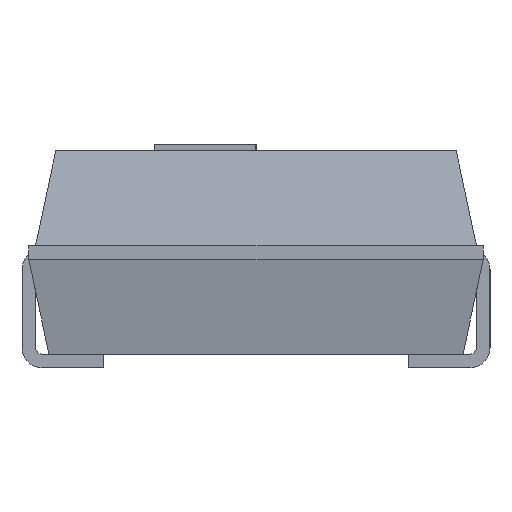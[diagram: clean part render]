
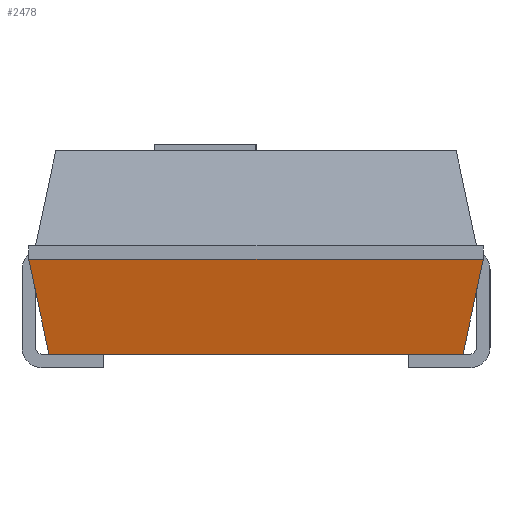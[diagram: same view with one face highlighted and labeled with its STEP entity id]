
A CAD part, left-side view. The second image highlights one B-rep face of the part: STEP entity #2478.
In plain terms, the highlighted free-form (B-spline) face has degree [1, 1] with [2, 2] control points.
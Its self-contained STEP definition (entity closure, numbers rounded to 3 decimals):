
#59=CARTESIAN_POINT('',(-14.452,-3.052,0.1));
#293=VERTEX_POINT('',#59);
#295=EDGE_CURVE('',#296,#293,#298,.T.);
#296=VERTEX_POINT('',#297);
#297=CARTESIAN_POINT('',(-14.452,3.052,0.1));
#298=LINE('',#297,#299);
#299=VECTOR('',#300,1.);
#300=DIRECTION('',(0.,-1.,0.));
#577=EDGE_CURVE('',#296,#578,#580,.T.);
#578=VERTEX_POINT('',#579);
#579=CARTESIAN_POINT('',(-14.75,3.35,1.5));
#580=B_SPLINE_CURVE_WITH_KNOTS('',1,(#297,#579),.UNSPECIFIED.,.F.,.F.,(2,2),(0.,1.),.PIECEWISE_BEZIER_KNOTS.);
#883=EDGE_CURVE('',#293,#884,#886,.T.);
#884=VERTEX_POINT('',#885);
#885=CARTESIAN_POINT('',(-14.75,-3.35,1.5));
#886=B_SPLINE_CURVE_WITH_KNOTS('',1,(#59,#885),.UNSPECIFIED.,.F.,.F.,(2,2),(0.,1.),.PIECEWISE_BEZIER_KNOTS.);
#2478=ADVANCED_FACE('',(#2479),#2487,.T.);
#2479=FACE_BOUND('',#2480,.T.);
#2480=EDGE_LOOP('',(#2481,#2482,#2483,#2486));
#2481=ORIENTED_EDGE('',*,*,#295,.T.);
#2482=ORIENTED_EDGE('',*,*,#883,.T.);
#2483=ORIENTED_EDGE('',*,*,#2484,.F.);
#2484=EDGE_CURVE('',#578,#884,#2485,.T.);
#2485=LINE('',#579,#299);
#2486=ORIENTED_EDGE('',*,*,#577,.F.);
#2487=B_SPLINE_SURFACE_WITH_KNOTS('',1,1,((#297,#579),(#59,#885)),.UNSPECIFIED.,.F.,.F.,.F.,(2,2),(2,2),(0.,6.7),(0.,1.),.PIECEWISE_BEZIER_KNOTS.);
